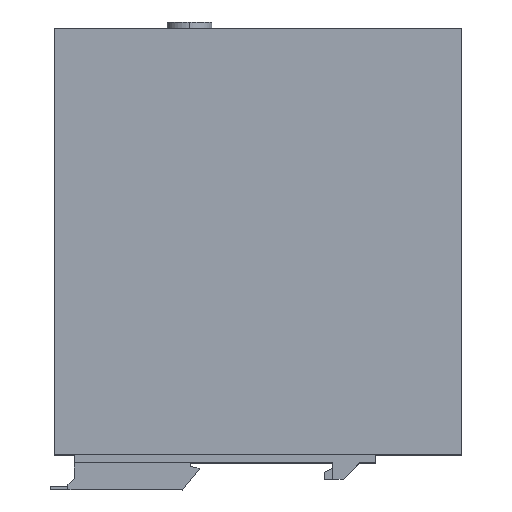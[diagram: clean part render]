
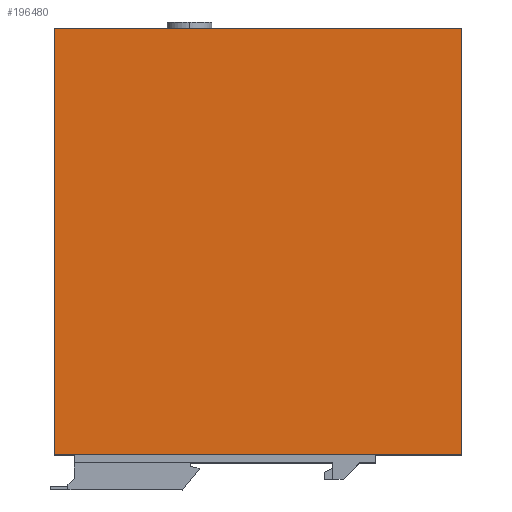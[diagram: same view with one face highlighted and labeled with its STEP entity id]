
A CAD part, top view. The second image highlights one B-rep face of the part: STEP entity #196480.
In plain terms, the highlighted planar face has unit normal (0, 0, 1).
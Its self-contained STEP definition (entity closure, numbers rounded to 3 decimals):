
#19220=CARTESIAN_POINT('',(-53.437,114.004,
235.347));
#19230=VERTEX_POINT('',#19220);
#19260=CARTESIAN_POINT('',(-53.437,113.904,
235.347));
#19270=DIRECTION('',(0.,-1.,0.));
#19280=VECTOR('',#19270,1.);
#19290=LINE('',#19260,#19280);
#19300=CARTESIAN_POINT('',(-53.437,9.304,
235.347));
#19310=VERTEX_POINT('',#19300);
#19320=EDGE_CURVE('',#19230,#19310,#19290,.T.);
#19770=CARTESIAN_POINT('',(46.563,114.004,
235.347));
#19780=VERTEX_POINT('',#19770);
#20090=CARTESIAN_POINT('',(46.563,9.304,
235.347));
#20100=VERTEX_POINT('',#20090);
#20130=CARTESIAN_POINT('',(46.563,113.904,
235.347));
#20140=DIRECTION('',(0.,-1.,0.));
#20150=VECTOR('',#20140,1.);
#20160=LINE('',#20130,#20150);
#20170=EDGE_CURVE('',#19780,#20100,#20160,.T.);
#195800=CARTESIAN_POINT('',(-53.437,9.304,
235.347));
#195810=DIRECTION('',(1.,0.,0.));
#195820=VECTOR('',#195810,1.);
#195830=LINE('',#195800,#195820);
#195840=EDGE_CURVE('',#19310,#20100,#195830,.T.);
#196320=CARTESIAN_POINT('',(-53.437,113.904,
235.347));
#196330=DIRECTION('',(0.,0.,-1.));
#196340=DIRECTION('',(0.,1.,0.));
#196350=AXIS2_PLACEMENT_3D('',#196320,#196330,#196340);
#196360=PLANE('',#196350);
#196370=ORIENTED_EDGE('',*,*,#19320,.T.);
#196380=CARTESIAN_POINT('',(-53.437,114.004,
235.347));
#196390=DIRECTION('',(1.,0.,0.));
#196400=VECTOR('',#196390,1.);
#196410=LINE('',#196380,#196400);
#196420=EDGE_CURVE('',#19230,#19780,#196410,.T.);
#196430=ORIENTED_EDGE('',*,*,#196420,.F.);
#196440=ORIENTED_EDGE('',*,*,#20170,.F.);
#196450=ORIENTED_EDGE('',*,*,#195840,.T.);
#196460=EDGE_LOOP('',(#196450,#196440,#196430,#196370));
#196470=FACE_OUTER_BOUND('',#196460,.T.);
#196480=ADVANCED_FACE('',(#196470),#196360,.F.);
